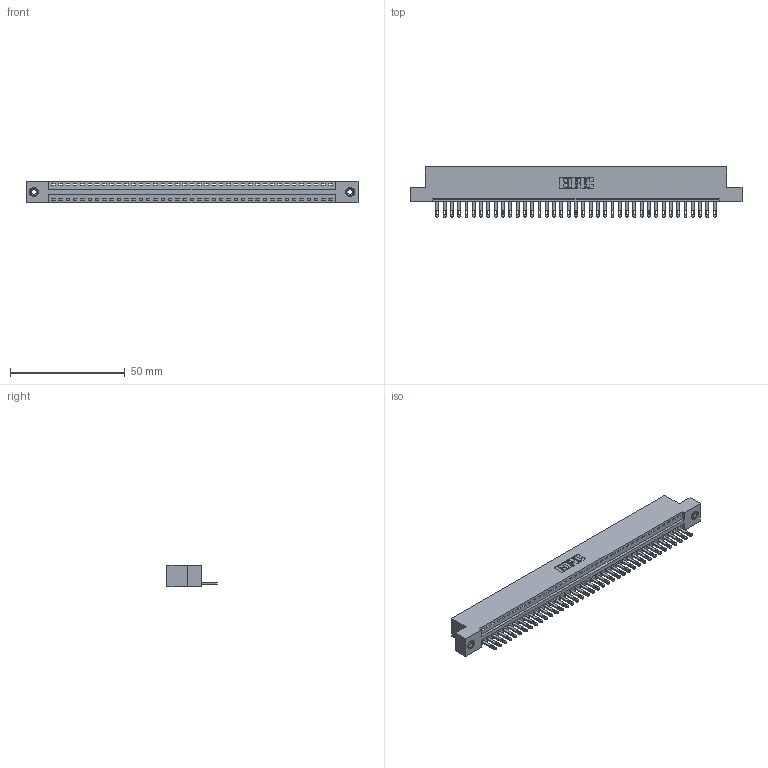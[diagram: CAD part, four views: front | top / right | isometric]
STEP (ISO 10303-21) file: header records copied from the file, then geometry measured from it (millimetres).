
FILE_DESCRIPTION (( 'STEP AP203' ), '1' );
FILE_NAME ('346-039-500-108.STEP', '2022-05-07T06:07:50', ( '' ), ( '' ), 'SwSTEP 2.0', 'SolidWorks 2020', '' );
FILE_SCHEMA (( 'CONFIG_CONTROL_DESIGN' ));
Length unit declared in the file: inch
Products named in the file (4): 346-039-500-108; 346 Part_Flush Mounting Lugs - 0.156 Dia-TI; 345-292-001_345-293-100; 345-250-001_345-250-003-102
Assembly tree (42 placements, depth 2):
  346-039-500-108
    346 Part_Flush Mounting Lugs - 0.156 Dia-TI
    345-292-001_345-293-100  x39
    345-250-001_345-250-003-102  x2
Bounding box: 144.4 x 21.84 x 9.4 mm (x, y, z)
Volume: 13819.1 mm3; surface area: 17352.4 mm2
Topology: 42 solids, 42 shells, 2288 faces, 7017 edges, 4670 vertices
Faces by surface type: plane 1434, cylinder 838, cone 12, torus 4
Entity records: 25724 total; most frequent: CARTESIAN_POINT 4392, ORIENTED_EDGE 4358, DIRECTION 3907, EDGE_CURVE 2179, VECTOR 1867, LINE 1867, VERTEX_POINT 1448, AXIS2_PLACEMENT_3D 1020
